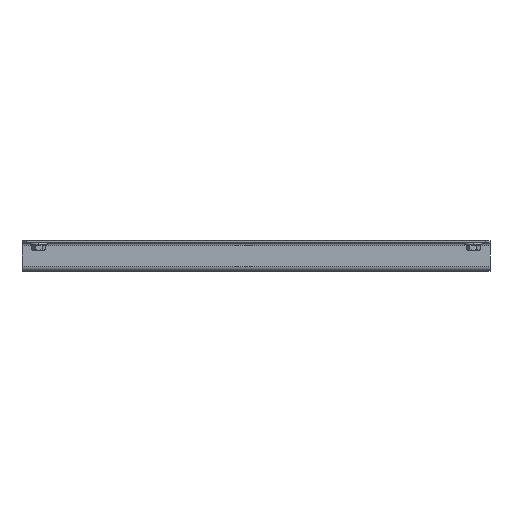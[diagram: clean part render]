
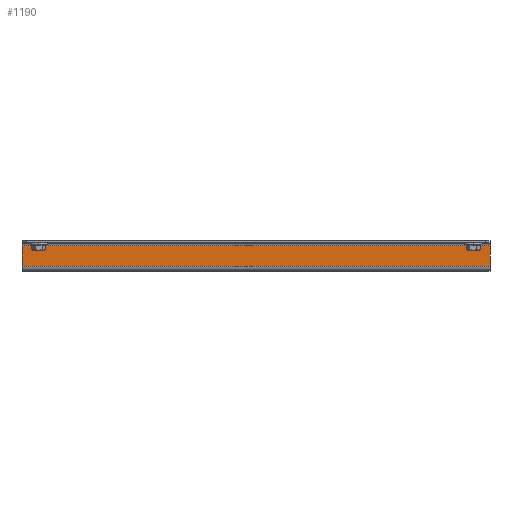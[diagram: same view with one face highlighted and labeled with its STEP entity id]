
A CAD part, left-side view. The second image highlights one B-rep face of the part: STEP entity #1190.
In plain terms, the highlighted planar face has unit normal (-1, 0, 0).
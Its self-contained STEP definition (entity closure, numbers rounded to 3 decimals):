
#177 = CARTESIAN_POINT ( 'NONE',  ( -1.5, 161.5, 3.375 ) ) ;
#322 = CARTESIAN_POINT ( 'NONE',  ( -1.5, 161.5, 0. ) ) ;
#479 = ORIENTED_EDGE ( 'NONE', *, *, #1364, .T. ) ;
#490 = CARTESIAN_POINT ( 'NONE',  ( -1.5, -161.5, 0. ) ) ;
#510 = VERTEX_POINT ( 'NONE', #2104 ) ;
#619 = VECTOR ( 'NONE', #3500, 1000. ) ;
#654 = VECTOR ( 'NONE', #2787, 1000. ) ;
#657 = DIRECTION ( 'NONE',  ( 0., -1., 0. ) ) ;
#773 = ORIENTED_EDGE ( 'NONE', *, *, #4472, .T. ) ;
#1021 = EDGE_CURVE ( 'NONE', #3481, #510, #3504, .T. ) ;
#1074 = EDGE_LOOP ( 'NONE', ( #479, #4592, #2712, #773 ) ) ;
#1100 = FACE_OUTER_BOUND ( 'NONE', #1074, .T. ) ;
#1190 = ADVANCED_FACE ( 'NONE', ( #1100 ), #1452, .F. ) ;
#1364 = EDGE_CURVE ( 'NONE', #1970, #510, #1608, .T. ) ;
#1452 = PLANE ( 'NONE',  #3704 ) ;
#1580 = VERTEX_POINT ( 'NONE', #2046 ) ;
#1608 = LINE ( 'NONE', #490, #619 ) ;
#1682 = VECTOR ( 'NONE', #2462, 1000. ) ;
#1723 = CARTESIAN_POINT ( 'NONE',  ( -1.5, 161.5, 17.625 ) ) ;
#1970 = VERTEX_POINT ( 'NONE', #2643 ) ;
#2046 = CARTESIAN_POINT ( 'NONE',  ( -1.5, 161.5, 3.375 ) ) ;
#2087 = LINE ( 'NONE', #177, #2684 ) ;
#2104 = CARTESIAN_POINT ( 'NONE',  ( -1.5, -161.5, 17.625 ) ) ;
#2462 = DIRECTION ( 'NONE',  ( 0., -1., 0. ) ) ;
#2643 = CARTESIAN_POINT ( 'NONE',  ( -1.5, -161.5, 3.375 ) ) ;
#2684 = VECTOR ( 'NONE', #657, 1000. ) ;
#2712 = ORIENTED_EDGE ( 'NONE', *, *, #3793, .F. ) ;
#2787 = DIRECTION ( 'NONE',  ( 0., 0., 1. ) ) ;
#2919 = DIRECTION ( 'NONE',  ( 1., 0., 0. ) ) ;
#3481 = VERTEX_POINT ( 'NONE', #3952 ) ;
#3500 = DIRECTION ( 'NONE',  ( 0., 0., 1. ) ) ;
#3504 = LINE ( 'NONE', #1723, #1682 ) ;
#3580 = LINE ( 'NONE', #4266, #654 ) ;
#3704 = AXIS2_PLACEMENT_3D ( 'NONE', #322, #2919, #4072 ) ;
#3793 = EDGE_CURVE ( 'NONE', #1580, #3481, #3580, .T. ) ;
#3952 = CARTESIAN_POINT ( 'NONE',  ( -1.5, 161.5, 17.625 ) ) ;
#4072 = DIRECTION ( 'NONE',  ( 0., 0., -1. ) ) ;
#4266 = CARTESIAN_POINT ( 'NONE',  ( -1.5, 161.5, 0. ) ) ;
#4472 = EDGE_CURVE ( 'NONE', #1580, #1970, #2087, .T. ) ;
#4592 = ORIENTED_EDGE ( 'NONE', *, *, #1021, .F. ) ;
